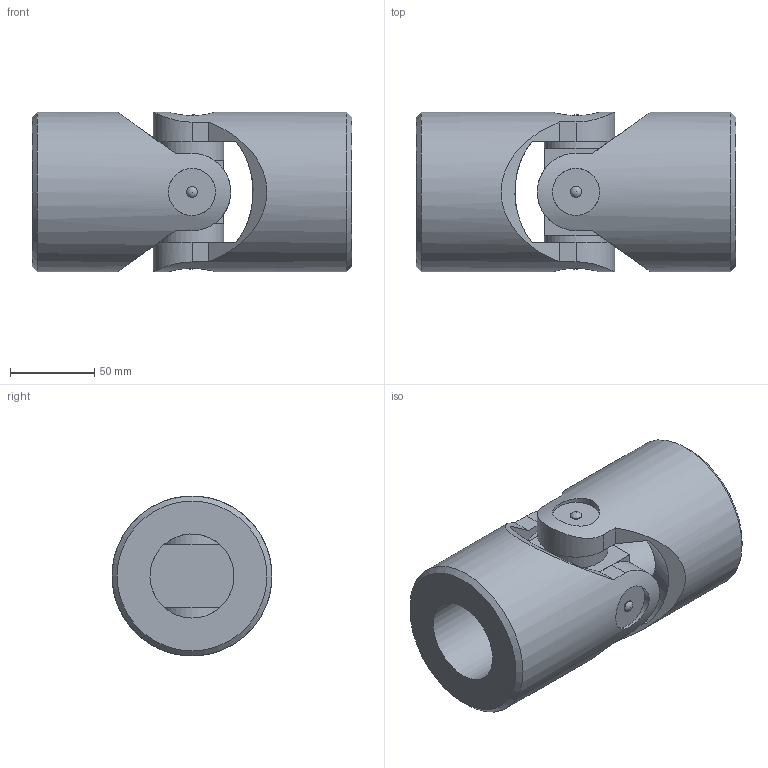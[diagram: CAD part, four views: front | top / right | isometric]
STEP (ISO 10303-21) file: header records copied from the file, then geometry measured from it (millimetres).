
FILE_DESCRIPTION( ( 'STEP AP214' ), '1' );
FILE_NAME( 'SH0S_50000_2_14b.stp', ' ', ( ' ' ), ( ' ' ), 'PSStep 15.0.47', 'PARTsolutions', ' ' );
FILE_SCHEMA( ( 'AUTOMOTIVE_DESIGN { 1 0 10303 214 1 1 1 1 }' ) );
Length unit declared in the file: millimetre
Products named in the file (3): SH0S 50000; HI_9H-1100; HI_9H-2
Assembly tree (3 placements, depth 2):
  SH0S 50000
    HI_9H-1100  x2
    HI_9H-2
Bounding box: 190 x 95 x 95 mm (x, y, z)
Volume: 872696.1 mm3; surface area: 113937.8 mm2
Topology: 3 solids, 3 shells, 68 faces, 166 edges, 108 vertices
Faces by surface type: plane 40, cylinder 20, sphere 4, torus 2, cone 2
Full cylindrical faces by diameter (mm): 6.72 x4, 28 x4, 38 x4, 50 x2, 95 x2
Entity records: 2064 total; most frequent: CARTESIAN_POINT 714, DIRECTION 204, ORIENTED_EDGE 164, EDGE_CURVE 82, AXIS2_PLACEMENT_3D 80, EDGE_LOOP 62, VERTEX_POINT 58, FACE_OUTER_BOUND 55
